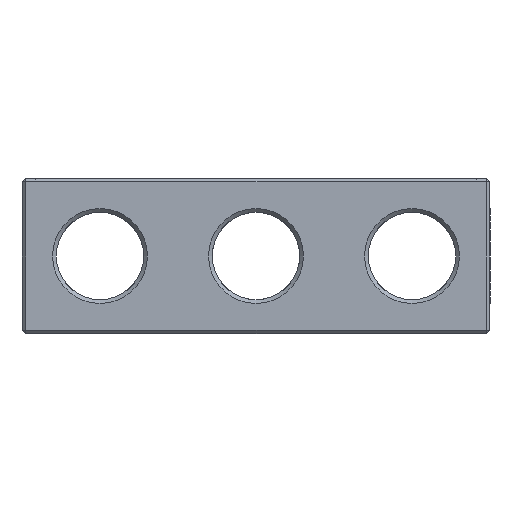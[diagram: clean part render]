
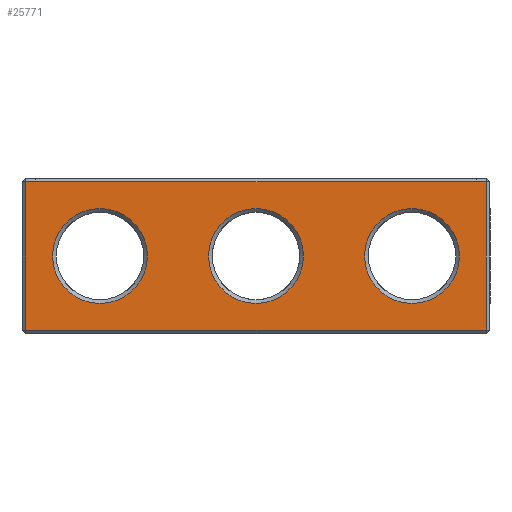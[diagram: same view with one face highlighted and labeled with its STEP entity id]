
A CAD part, front view. The second image highlights one B-rep face of the part: STEP entity #25771.
In plain terms, the highlighted planar face has unit normal (0, -1, 0).
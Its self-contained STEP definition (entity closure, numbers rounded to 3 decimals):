
#2373 = PLANE('',#2374);
#2374 = AXIS2_PLACEMENT_3D('',#2375,#2376,#2377);
#2375 = CARTESIAN_POINT('',(-18.75,-6.1,0.15));
#2376 = DIRECTION('',(0.,0.707,0.707));
#2377 = DIRECTION('',(1.,0.,0.));
#3249 = PLANE('',#3250);
#3250 = AXIS2_PLACEMENT_3D('',#3251,#3252,#3253);
#3251 = CARTESIAN_POINT('',(-18.75,-6.1,12.35));
#3252 = DIRECTION('',(0.,-0.707,0.707));
#3253 = DIRECTION('',(1.,0.,0.));
#9334 = PLANE('',#9335);
#9335 = AXIS2_PLACEMENT_3D('',#9336,#9337,#9338);
#9336 = CARTESIAN_POINT('',(-18.6,-6.1,0.));
#9337 = DIRECTION('',(-0.707,-0.707,0.));
#9338 = DIRECTION('',(0.,0.,1.));
#9696 = VERTEX_POINT('',#9697);
#9697 = CARTESIAN_POINT('',(-18.45,-6.25,0.3));
#9723 = EDGE_CURVE('',#9696,#9724,#9726,.T.);
#9724 = VERTEX_POINT('',#9725);
#9725 = CARTESIAN_POINT('',(18.45,-6.25,0.3));
#9726 = SURFACE_CURVE('',#9727,(#9731,#9738),.PCURVE_S1.);
#9727 = LINE('',#9728,#9729);
#9728 = CARTESIAN_POINT('',(-18.75,-6.25,0.3));
#9729 = VECTOR('',#9730,1.);
#9730 = DIRECTION('',(1.,0.,0.));
#9731 = PCURVE('',#2373,#9732);
#9732 = DEFINITIONAL_REPRESENTATION('',(#9733),#9737);
#9733 = LINE('',#9734,#9735);
#9734 = CARTESIAN_POINT('',(0.,-0.212));
#9735 = VECTOR('',#9736,1.);
#9736 = DIRECTION('',(1.,0.));
#9737 = ( GEOMETRIC_REPRESENTATION_CONTEXT(2) 
PARAMETRIC_REPRESENTATION_CONTEXT() REPRESENTATION_CONTEXT('2D SPACE',''
  ) );
#9738 = PCURVE('',#9739,#9744);
#9739 = PLANE('',#9740);
#9740 = AXIS2_PLACEMENT_3D('',#9741,#9742,#9743);
#9741 = CARTESIAN_POINT('',(-18.75,-6.25,0.));
#9742 = DIRECTION('',(0.,1.,0.));
#9743 = DIRECTION('',(1.,0.,0.));
#9744 = DEFINITIONAL_REPRESENTATION('',(#9745),#9749);
#9745 = LINE('',#9746,#9747);
#9746 = CARTESIAN_POINT('',(0.,-0.3));
#9747 = VECTOR('',#9748,1.);
#9748 = DIRECTION('',(1.,0.));
#9749 = ( GEOMETRIC_REPRESENTATION_CONTEXT(2) 
PARAMETRIC_REPRESENTATION_CONTEXT() REPRESENTATION_CONTEXT('2D SPACE',''
  ) );
#11193 = VERTEX_POINT('',#11194);
#11194 = CARTESIAN_POINT('',(-18.45,-6.25,12.2));
#11220 = EDGE_CURVE('',#11193,#11221,#11223,.T.);
#11221 = VERTEX_POINT('',#11222);
#11222 = CARTESIAN_POINT('',(18.45,-6.25,12.2));
#11223 = SURFACE_CURVE('',#11224,(#11228,#11235),.PCURVE_S1.);
#11224 = LINE('',#11225,#11226);
#11225 = CARTESIAN_POINT('',(-18.75,-6.25,12.2));
#11226 = VECTOR('',#11227,1.);
#11227 = DIRECTION('',(1.,0.,0.));
#11228 = PCURVE('',#3249,#11229);
#11229 = DEFINITIONAL_REPRESENTATION('',(#11230),#11234);
#11230 = LINE('',#11231,#11232);
#11231 = CARTESIAN_POINT('',(0.,-0.212));
#11232 = VECTOR('',#11233,1.);
#11233 = DIRECTION('',(1.,0.));
#11234 = ( GEOMETRIC_REPRESENTATION_CONTEXT(2) 
PARAMETRIC_REPRESENTATION_CONTEXT() REPRESENTATION_CONTEXT('2D SPACE',''
  ) );
#11235 = PCURVE('',#9739,#11236);
#11236 = DEFINITIONAL_REPRESENTATION('',(#11237),#11241);
#11237 = LINE('',#11238,#11239);
#11238 = CARTESIAN_POINT('',(0.,-12.2));
#11239 = VECTOR('',#11240,1.);
#11240 = DIRECTION('',(1.,0.));
#11241 = ( GEOMETRIC_REPRESENTATION_CONTEXT(2) 
PARAMETRIC_REPRESENTATION_CONTEXT() REPRESENTATION_CONTEXT('2D SPACE',''
  ) );
#24737 = EDGE_CURVE('',#9696,#11193,#24738,.T.);
#24738 = SURFACE_CURVE('',#24739,(#24743,#24750),.PCURVE_S1.);
#24739 = LINE('',#24740,#24741);
#24740 = CARTESIAN_POINT('',(-18.45,-6.25,0.));
#24741 = VECTOR('',#24742,1.);
#24742 = DIRECTION('',(0.,0.,1.));
#24743 = PCURVE('',#9334,#24744);
#24744 = DEFINITIONAL_REPRESENTATION('',(#24745),#24749);
#24745 = LINE('',#24746,#24747);
#24746 = CARTESIAN_POINT('',(0.,-0.212));
#24747 = VECTOR('',#24748,1.);
#24748 = DIRECTION('',(1.,0.));
#24749 = ( GEOMETRIC_REPRESENTATION_CONTEXT(2) 
PARAMETRIC_REPRESENTATION_CONTEXT() REPRESENTATION_CONTEXT('2D SPACE',''
  ) );
#24750 = PCURVE('',#9739,#24751);
#24751 = DEFINITIONAL_REPRESENTATION('',(#24752),#24756);
#24752 = LINE('',#24753,#24754);
#24753 = CARTESIAN_POINT('',(0.3,0.));
#24754 = VECTOR('',#24755,1.);
#24755 = DIRECTION('',(0.,-1.));
#24756 = ( GEOMETRIC_REPRESENTATION_CONTEXT(2) 
PARAMETRIC_REPRESENTATION_CONTEXT() REPRESENTATION_CONTEXT('2D SPACE',''
  ) );
#25771 = ADVANCED_FACE('',(#25772,#25803,#25834,#25865),#9739,.F.);
#25772 = FACE_BOUND('',#25773,.F.);
#25773 = EDGE_LOOP('',(#25774,#25775,#25776,#25802));
#25774 = ORIENTED_EDGE('',*,*,#24737,.T.);
#25775 = ORIENTED_EDGE('',*,*,#11220,.T.);
#25776 = ORIENTED_EDGE('',*,*,#25777,.F.);
#25777 = EDGE_CURVE('',#9724,#11221,#25778,.T.);
#25778 = SURFACE_CURVE('',#25779,(#25783,#25790),.PCURVE_S1.);
#25779 = LINE('',#25780,#25781);
#25780 = CARTESIAN_POINT('',(18.45,-6.25,0.));
#25781 = VECTOR('',#25782,1.);
#25782 = DIRECTION('',(0.,0.,1.));
#25783 = PCURVE('',#9739,#25784);
#25784 = DEFINITIONAL_REPRESENTATION('',(#25785),#25789);
#25785 = LINE('',#25786,#25787);
#25786 = CARTESIAN_POINT('',(37.2,0.));
#25787 = VECTOR('',#25788,1.);
#25788 = DIRECTION('',(0.,-1.));
#25789 = ( GEOMETRIC_REPRESENTATION_CONTEXT(2) 
PARAMETRIC_REPRESENTATION_CONTEXT() REPRESENTATION_CONTEXT('2D SPACE',''
  ) );
#25790 = PCURVE('',#25791,#25796);
#25791 = PLANE('',#25792);
#25792 = AXIS2_PLACEMENT_3D('',#25793,#25794,#25795);
#25793 = CARTESIAN_POINT('',(18.6,-6.1,0.));
#25794 = DIRECTION('',(0.707,-0.707,0.));
#25795 = DIRECTION('',(0.,0.,1.));
#25796 = DEFINITIONAL_REPRESENTATION('',(#25797),#25801);
#25797 = LINE('',#25798,#25799);
#25798 = CARTESIAN_POINT('',(0.,0.212));
#25799 = VECTOR('',#25800,1.);
#25800 = DIRECTION('',(1.,0.));
#25801 = ( GEOMETRIC_REPRESENTATION_CONTEXT(2) 
PARAMETRIC_REPRESENTATION_CONTEXT() REPRESENTATION_CONTEXT('2D SPACE',''
  ) );
#25802 = ORIENTED_EDGE('',*,*,#9723,.F.);
#25803 = FACE_BOUND('',#25804,.F.);
#25804 = EDGE_LOOP('',(#25805));
#25805 = ORIENTED_EDGE('',*,*,#25806,.F.);
#25806 = EDGE_CURVE('',#25807,#25807,#25809,.T.);
#25807 = VERTEX_POINT('',#25808);
#25808 = CARTESIAN_POINT('',(0.,-6.25,2.45));
#25809 = SURFACE_CURVE('',#25810,(#25815,#25822),.PCURVE_S1.);
#25810 = CIRCLE('',#25811,3.8);
#25811 = AXIS2_PLACEMENT_3D('',#25812,#25813,#25814);
#25812 = CARTESIAN_POINT('',(0.,-6.25,6.25));
#25813 = DIRECTION('',(0.,1.,0.));
#25814 = DIRECTION('',(0.,0.,-1.));
#25815 = PCURVE('',#9739,#25816);
#25816 = DEFINITIONAL_REPRESENTATION('',(#25817),#25821);
#25817 = CIRCLE('',#25818,3.8);
#25818 = AXIS2_PLACEMENT_2D('',#25819,#25820);
#25819 = CARTESIAN_POINT('',(18.75,-6.25));
#25820 = DIRECTION('',(0.,1.));
#25821 = ( GEOMETRIC_REPRESENTATION_CONTEXT(2) 
PARAMETRIC_REPRESENTATION_CONTEXT() REPRESENTATION_CONTEXT('2D SPACE',''
  ) );
#25822 = PCURVE('',#25823,#25828);
#25823 = CONICAL_SURFACE('',#25824,3.8,0.785);
#25824 = AXIS2_PLACEMENT_3D('',#25825,#25826,#25827);
#25825 = CARTESIAN_POINT('',(0.,-6.25,6.25));
#25826 = DIRECTION('',(0.,-1.,0.));
#25827 = DIRECTION('',(0.,0.,-1.));
#25828 = DEFINITIONAL_REPRESENTATION('',(#25829),#25833);
#25829 = LINE('',#25830,#25831);
#25830 = CARTESIAN_POINT('',(-0.,-0.));
#25831 = VECTOR('',#25832,1.);
#25832 = DIRECTION('',(-1.,-0.));
#25833 = ( GEOMETRIC_REPRESENTATION_CONTEXT(2) 
PARAMETRIC_REPRESENTATION_CONTEXT() REPRESENTATION_CONTEXT('2D SPACE',''
  ) );
#25834 = FACE_BOUND('',#25835,.F.);
#25835 = EDGE_LOOP('',(#25836));
#25836 = ORIENTED_EDGE('',*,*,#25837,.F.);
#25837 = EDGE_CURVE('',#25838,#25838,#25840,.T.);
#25838 = VERTEX_POINT('',#25839);
#25839 = CARTESIAN_POINT('',(-16.3,-6.25,6.25));
#25840 = SURFACE_CURVE('',#25841,(#25846,#25853),.PCURVE_S1.);
#25841 = CIRCLE('',#25842,3.8);
#25842 = AXIS2_PLACEMENT_3D('',#25843,#25844,#25845);
#25843 = CARTESIAN_POINT('',(-12.5,-6.25,6.25));
#25844 = DIRECTION('',(0.,1.,0.));
#25845 = DIRECTION('',(-1.,0.,0.));
#25846 = PCURVE('',#9739,#25847);
#25847 = DEFINITIONAL_REPRESENTATION('',(#25848),#25852);
#25848 = CIRCLE('',#25849,3.8);
#25849 = AXIS2_PLACEMENT_2D('',#25850,#25851);
#25850 = CARTESIAN_POINT('',(6.25,-6.25));
#25851 = DIRECTION('',(-1.,0.));
#25852 = ( GEOMETRIC_REPRESENTATION_CONTEXT(2) 
PARAMETRIC_REPRESENTATION_CONTEXT() REPRESENTATION_CONTEXT('2D SPACE',''
  ) );
#25853 = PCURVE('',#25854,#25859);
#25854 = CONICAL_SURFACE('',#25855,3.5,0.785);
#25855 = AXIS2_PLACEMENT_3D('',#25856,#25857,#25858);
#25856 = CARTESIAN_POINT('',(-12.5,-5.95,6.25));
#25857 = DIRECTION('',(0.,-1.,0.));
#25858 = DIRECTION('',(-1.,0.,0.));
#25859 = DEFINITIONAL_REPRESENTATION('',(#25860),#25864);
#25860 = LINE('',#25861,#25862);
#25861 = CARTESIAN_POINT('',(-0.,0.3));
#25862 = VECTOR('',#25863,1.);
#25863 = DIRECTION('',(-1.,0.));
#25864 = ( GEOMETRIC_REPRESENTATION_CONTEXT(2) 
PARAMETRIC_REPRESENTATION_CONTEXT() REPRESENTATION_CONTEXT('2D SPACE',''
  ) );
#25865 = FACE_BOUND('',#25866,.F.);
#25866 = EDGE_LOOP('',(#25867));
#25867 = ORIENTED_EDGE('',*,*,#25868,.T.);
#25868 = EDGE_CURVE('',#25869,#25869,#25871,.T.);
#25869 = VERTEX_POINT('',#25870);
#25870 = CARTESIAN_POINT('',(16.3,-6.25,6.25));
#25871 = SURFACE_CURVE('',#25872,(#25877,#25888),.PCURVE_S1.);
#25872 = CIRCLE('',#25873,3.8);
#25873 = AXIS2_PLACEMENT_3D('',#25874,#25875,#25876);
#25874 = CARTESIAN_POINT('',(12.5,-6.25,6.25));
#25875 = DIRECTION('',(0.,-1.,0.));
#25876 = DIRECTION('',(1.,0.,0.));
#25877 = PCURVE('',#9739,#25878);
#25878 = DEFINITIONAL_REPRESENTATION('',(#25879),#25887);
#25879 = ( BOUNDED_CURVE() B_SPLINE_CURVE(2,(#25880,#25881,#25882,#25883
    ,#25884,#25885,#25886),.UNSPECIFIED.,.T.,.F.) 
B_SPLINE_CURVE_WITH_KNOTS((1,2,2,2,2,1),(-2.094,0.,
    2.094,4.189,6.283,8.378),
.UNSPECIFIED.) CURVE() GEOMETRIC_REPRESENTATION_ITEM() 
RATIONAL_B_SPLINE_CURVE((1.,0.5,1.,0.5,1.,0.5,1.)) REPRESENTATION_ITEM(
  '') );
#25880 = CARTESIAN_POINT('',(35.05,-6.25));
#25881 = CARTESIAN_POINT('',(35.05,-12.832));
#25882 = CARTESIAN_POINT('',(29.35,-9.541));
#25883 = CARTESIAN_POINT('',(23.65,-6.25));
#25884 = CARTESIAN_POINT('',(29.35,-2.959));
#25885 = CARTESIAN_POINT('',(35.05,0.332));
#25886 = CARTESIAN_POINT('',(35.05,-6.25));
#25887 = ( GEOMETRIC_REPRESENTATION_CONTEXT(2) 
PARAMETRIC_REPRESENTATION_CONTEXT() REPRESENTATION_CONTEXT('2D SPACE',''
  ) );
#25888 = PCURVE('',#25889,#25894);
#25889 = CONICAL_SURFACE('',#25890,3.5,0.785);
#25890 = AXIS2_PLACEMENT_3D('',#25891,#25892,#25893);
#25891 = CARTESIAN_POINT('',(12.5,-5.95,6.25));
#25892 = DIRECTION('',(0.,-1.,0.));
#25893 = DIRECTION('',(1.,0.,0.));
#25894 = DEFINITIONAL_REPRESENTATION('',(#25895),#25899);
#25895 = LINE('',#25896,#25897);
#25896 = CARTESIAN_POINT('',(0.,0.3));
#25897 = VECTOR('',#25898,1.);
#25898 = DIRECTION('',(1.,0.));
#25899 = ( GEOMETRIC_REPRESENTATION_CONTEXT(2) 
PARAMETRIC_REPRESENTATION_CONTEXT() REPRESENTATION_CONTEXT('2D SPACE',''
  ) );
